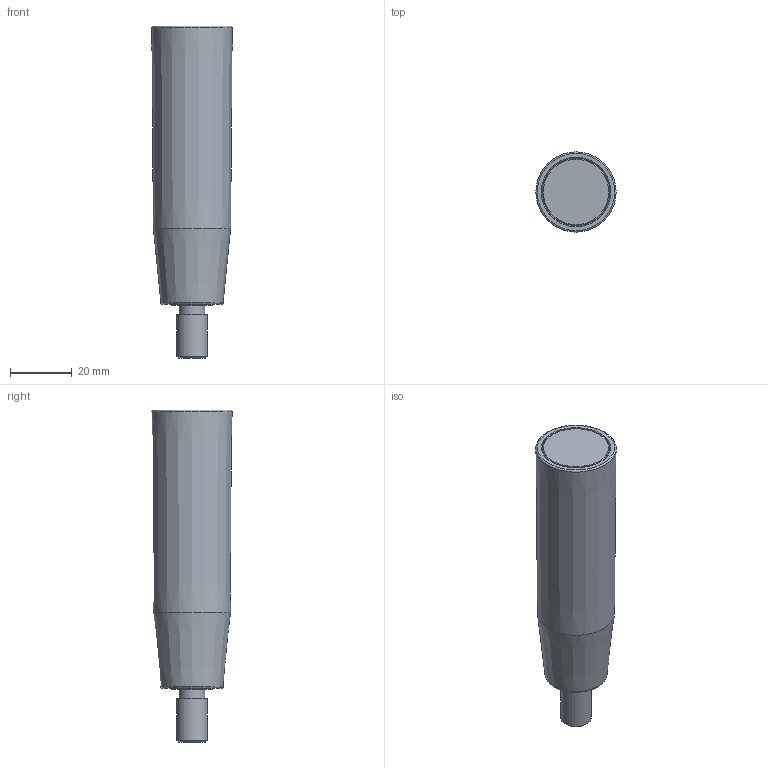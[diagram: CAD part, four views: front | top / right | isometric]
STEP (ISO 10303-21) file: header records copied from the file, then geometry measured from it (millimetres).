
FILE_DESCRIPTION( ( 'Unknown' ), '1' );
FILE_NAME( '6375015_MEP26x90.stp', 'Unknown', ( 'Unknown' ), ( 'Unknown' ), 'PSStep 11.0', 'Unknown', ' ' );
FILE_SCHEMA( ( 'AUTOMOTIVE_DESIGN { 1 0 10303 214 1 1 1 1 }' ) );
Length unit declared in the file: millimetre
Products named in the file (1): 8900185
Bounding box: 25.99 x 25.99 x 107.4 mm (x, y, z)
Volume: 27734.3 mm3; surface area: 17707.3 mm2
Topology: 1 solids, 2 shells, 154 faces, 372 edges, 232 vertices
Faces by surface type: plane 52, bspline 32, cylinder 26, cone 25, torus 19
Full cylindrical faces by diameter (mm): 5.1 x1, 5.3 x1, 8.3 x1, 8.7 x1, 9.6 x1, 10 x1, 10.2 x1, 10.75 x3, 12.15 x1, 13.943 x1, 17.28 x1, 21.6 x2, 22 x1
Entity records: 8672 total; most frequent: CARTESIAN_POINT 4299, ORIENTED_EDGE 632, DIRECTION 602, EDGE_CURVE 316, AXIS2_PLACEMENT_3D 259, VERTEX_POINT 218, EDGE_LOOP 207, FACE_OUTER_BOUND 181
